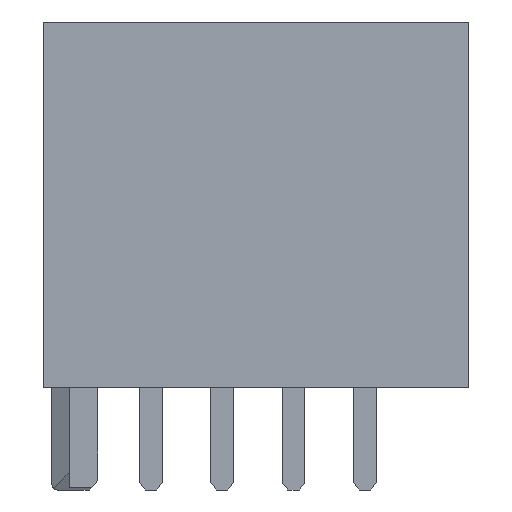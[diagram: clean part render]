
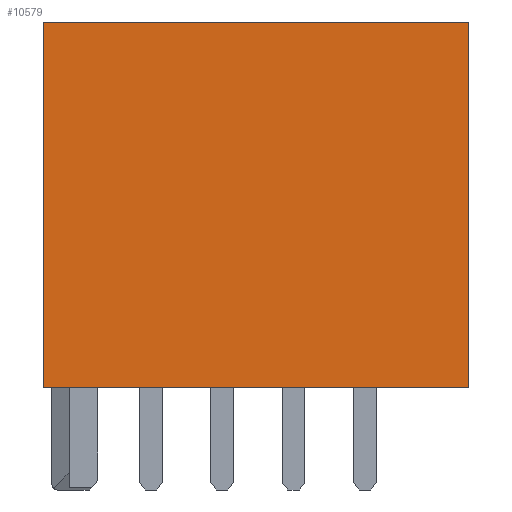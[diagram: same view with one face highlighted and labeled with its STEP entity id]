
A CAD part, left-side view. The second image highlights one B-rep face of the part: STEP entity #10579.
In plain terms, the highlighted planar face has unit normal (-1, 0, 0).
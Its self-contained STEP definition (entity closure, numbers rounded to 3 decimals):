
#1436=ORIENTED_EDGE('',*,*,#3185,.F.);
#1437=ORIENTED_EDGE('',*,*,#3276,.F.);
#1438=ORIENTED_EDGE('',*,*,#3194,.F.);
#1439=ORIENTED_EDGE('',*,*,#3177,.F.);
#3177=EDGE_CURVE('',#4142,#4143,#5023,.T.);
#3185=EDGE_CURVE('',#4148,#4142,#5031,.T.);
#3194=EDGE_CURVE('',#4143,#4153,#5040,.T.);
#3276=EDGE_CURVE('',#4153,#4148,#5122,.T.);
#4142=VERTEX_POINT('',#14721);
#4143=VERTEX_POINT('',#14723);
#4148=VERTEX_POINT('',#14737);
#4153=VERTEX_POINT('',#14758);
#5023=LINE('',#14722,#6110);
#5031=LINE('',#14738,#6118);
#5040=LINE('',#14757,#6127);
#5122=LINE('',#14909,#6209);
#6110=VECTOR('',#12367,1000.);
#6118=VECTOR('',#12379,1000.);
#6127=VECTOR('',#12400,1000.);
#6209=VECTOR('',#12556,1000.);
#6702=EDGE_LOOP('',(#1436,#1437,#1438,#1439));
#7112=FACE_BOUND('',#6702,.T.);
#7495=PLANE('',#11019);
#10579=ADVANCED_FACE('',(#7112),#7495,.F.);
#11019=AXIS2_PLACEMENT_3D('',#14908,#12554,#12555);
#12367=DIRECTION('',(0.,1.,0.));
#12379=DIRECTION('',(0.,0.,-1.));
#12400=DIRECTION('',(0.,0.,1.));
#12554=DIRECTION('',(1.,0.,0.));
#12555=DIRECTION('',(0.,0.,1.));
#12556=DIRECTION('',(0.,-1.,0.));
#14721=CARTESIAN_POINT('',(-8.5,-7.45,-6.4));
#14722=CARTESIAN_POINT('',(-8.5,-7.45,-6.4));
#14723=CARTESIAN_POINT('',(-8.5,7.45,-6.4));
#14737=CARTESIAN_POINT('',(-8.5,-7.45,6.4));
#14738=CARTESIAN_POINT('',(-8.5,-7.45,6.4));
#14757=CARTESIAN_POINT('',(-8.5,7.45,-6.4));
#14758=CARTESIAN_POINT('',(-8.5,7.45,6.4));
#14908=CARTESIAN_POINT('',(-8.5,0.,0.));
#14909=CARTESIAN_POINT('',(-8.5,7.45,6.4));
